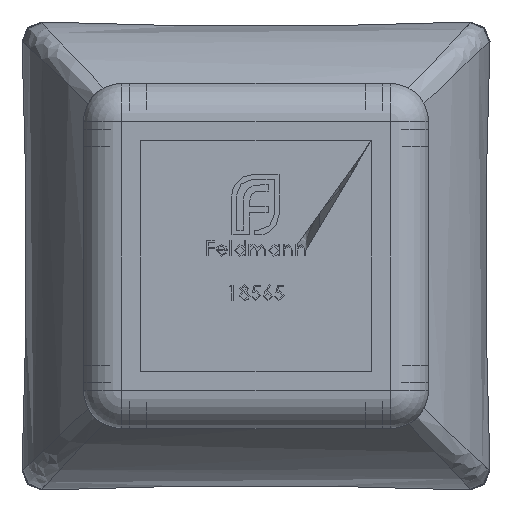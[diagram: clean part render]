
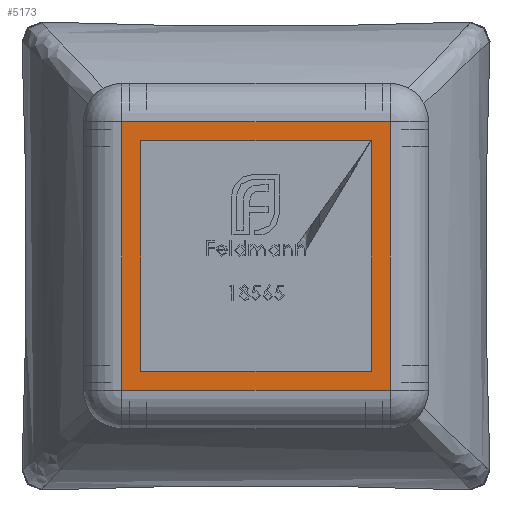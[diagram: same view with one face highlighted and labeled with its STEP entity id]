
A CAD part, front view. The second image highlights one B-rep face of the part: STEP entity #5173.
In plain terms, the highlighted planar face has unit normal (0, -1, 0).
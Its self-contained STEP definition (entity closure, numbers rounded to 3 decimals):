
#158 = VERTEX_POINT ( 'NONE', #14120 ) ;
#505 = LINE ( 'NONE', #11757, #14213 ) ;
#796 = AXIS2_PLACEMENT_3D ( 'NONE', #1371, #2724, #11239 ) ;
#1086 = VERTEX_POINT ( 'NONE', #11810 ) ;
#1371 = CARTESIAN_POINT ( 'NONE',  ( 0., 1160., 0. ) ) ;
#1622 = CARTESIAN_POINT ( 'NONE',  ( 7., 1160., -7. ) ) ;
#1951 = EDGE_CURVE ( 'NONE', #14793, #13017, #9297, .T. ) ;
#2004 = DIRECTION ( 'NONE',  ( -1., 0., 0. ) ) ;
#2264 = ORIENTED_EDGE ( 'NONE', *, *, #2723, .T. ) ;
#2723 = EDGE_CURVE ( 'NONE', #6602, #14793, #10628, .T. ) ;
#2724 = DIRECTION ( 'NONE',  ( 0., 1., 0. ) ) ;
#2767 = EDGE_CURVE ( 'NONE', #5284, #10472, #6457, .T. ) ;
#3188 = VERTEX_POINT ( 'NONE', #9890 ) ;
#3279 = VECTOR ( 'NONE', #12378, 1000. ) ;
#4149 = CARTESIAN_POINT ( 'NONE',  ( 0., 1160., 7. ) ) ;
#4511 = VECTOR ( 'NONE', #2004, 1000. ) ;
#4709 = FACE_BOUND ( 'NONE', #15041, .T. ) ;
#4739 = ORIENTED_EDGE ( 'NONE', *, *, #2767, .T. ) ;
#4880 = VECTOR ( 'NONE', #13902, 1000. ) ;
#4936 = CARTESIAN_POINT ( 'NONE',  ( 7., 1160., 7. ) ) ;
#5120 = ORIENTED_EDGE ( 'NONE', *, *, #5698, .T. ) ;
#5173 = ADVANCED_FACE ( 'NONE', ( #7741, #4709 ), #10010, .F. ) ;
#5202 = DIRECTION ( 'NONE',  ( 0., 0., 1. ) ) ;
#5284 = VERTEX_POINT ( 'NONE', #1622 ) ;
#5646 = EDGE_CURVE ( 'NONE', #10472, #3188, #12307, .T. ) ;
#5698 = EDGE_CURVE ( 'NONE', #158, #6602, #505, .T. ) ;
#6208 = DIRECTION ( 'NONE',  ( 0., 0., 1. ) ) ;
#6417 = EDGE_CURVE ( 'NONE', #3188, #1086, #9219, .T. ) ;
#6457 = LINE ( 'NONE', #11917, #7774 ) ;
#6469 = DIRECTION ( 'NONE',  ( 1., 0., 0. ) ) ;
#6602 = VERTEX_POINT ( 'NONE', #9783 ) ;
#6609 = DIRECTION ( 'NONE',  ( 1., 0., 0. ) ) ;
#6640 = VECTOR ( 'NONE', #6609, 1000. ) ;
#7622 = CARTESIAN_POINT ( 'NONE',  ( -6., 1160., 6. ) ) ;
#7741 = FACE_OUTER_BOUND ( 'NONE', #9893, .T. ) ;
#7774 = VECTOR ( 'NONE', #5202, 1000. ) ;
#7903 = ORIENTED_EDGE ( 'NONE', *, *, #12404, .T. ) ;
#8446 = ORIENTED_EDGE ( 'NONE', *, *, #1951, .T. ) ;
#9219 = LINE ( 'NONE', #12312, #4880 ) ;
#9297 = LINE ( 'NONE', #7622, #6640 ) ;
#9477 = ORIENTED_EDGE ( 'NONE', *, *, #12532, .T. ) ;
#9783 = CARTESIAN_POINT ( 'NONE',  ( -6., 1160., -6. ) ) ;
#9812 = CARTESIAN_POINT ( 'NONE',  ( 6., 1160., -6. ) ) ;
#9890 = CARTESIAN_POINT ( 'NONE',  ( -7., 1160., 7. ) ) ;
#9893 = EDGE_LOOP ( 'NONE', ( #13032, #9477, #4739, #13552 ) ) ;
#10010 = PLANE ( 'NONE',  #796 ) ;
#10122 = LINE ( 'NONE', #9812, #3279 ) ;
#10472 = VERTEX_POINT ( 'NONE', #4936 ) ;
#10628 = LINE ( 'NONE', #10983, #11213 ) ;
#10983 = CARTESIAN_POINT ( 'NONE',  ( -6., 1160., -6. ) ) ;
#11213 = VECTOR ( 'NONE', #6208, 1000. ) ;
#11239 = DIRECTION ( 'NONE',  ( 0., 0., 1. ) ) ;
#11265 = CARTESIAN_POINT ( 'NONE',  ( 6., 1160., 6. ) ) ;
#11277 = CARTESIAN_POINT ( 'NONE',  ( -6., 1160., 6. ) ) ;
#11757 = CARTESIAN_POINT ( 'NONE',  ( -6., 1160., -6. ) ) ;
#11810 = CARTESIAN_POINT ( 'NONE',  ( -7., 1160., -7. ) ) ;
#11917 = CARTESIAN_POINT ( 'NONE',  ( 7., 1160., 0. ) ) ;
#12307 = LINE ( 'NONE', #4149, #4511 ) ;
#12312 = CARTESIAN_POINT ( 'NONE',  ( -7., 1160., 0. ) ) ;
#12378 = DIRECTION ( 'NONE',  ( 0., 0., -1. ) ) ;
#12404 = EDGE_CURVE ( 'NONE', #13017, #158, #10122, .T. ) ;
#12471 = CARTESIAN_POINT ( 'NONE',  ( 0., 1160., -7. ) ) ;
#12532 = EDGE_CURVE ( 'NONE', #1086, #5284, #13556, .T. ) ;
#12596 = VECTOR ( 'NONE', #6469, 1000. ) ;
#13016 = DIRECTION ( 'NONE',  ( -1., 0., 0. ) ) ;
#13017 = VERTEX_POINT ( 'NONE', #11265 ) ;
#13032 = ORIENTED_EDGE ( 'NONE', *, *, #6417, .T. ) ;
#13552 = ORIENTED_EDGE ( 'NONE', *, *, #5646, .T. ) ;
#13556 = LINE ( 'NONE', #12471, #12596 ) ;
#13902 = DIRECTION ( 'NONE',  ( 0., 0., -1. ) ) ;
#14120 = CARTESIAN_POINT ( 'NONE',  ( 6., 1160., -6. ) ) ;
#14213 = VECTOR ( 'NONE', #13016, 1000. ) ;
#14793 = VERTEX_POINT ( 'NONE', #11277 ) ;
#15041 = EDGE_LOOP ( 'NONE', ( #8446, #7903, #5120, #2264 ) ) ;
